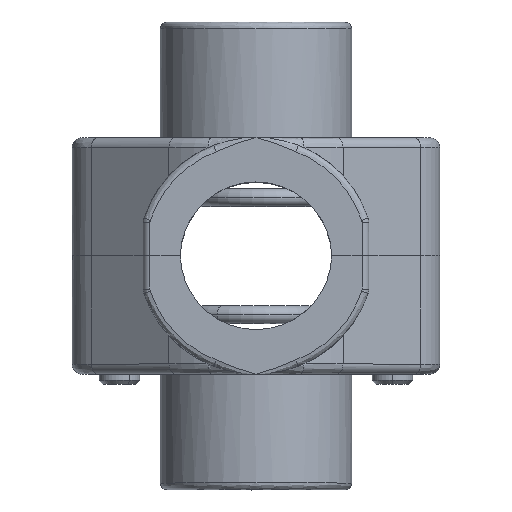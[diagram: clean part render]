
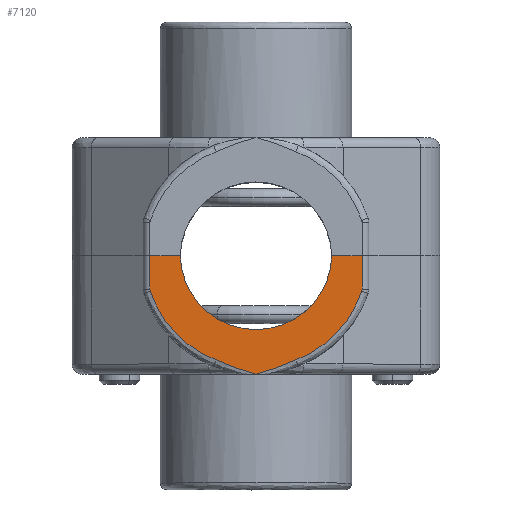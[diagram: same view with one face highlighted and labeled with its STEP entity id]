
A CAD part, top view. The second image highlights one B-rep face of the part: STEP entity #7120.
In plain terms, the highlighted face is planar.
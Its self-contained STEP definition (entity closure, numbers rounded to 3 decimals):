
#300 = VERTEX_POINT ( 'NONE', #1734 ) ;
#552 = VERTEX_POINT ( 'NONE', #7580 ) ;
#573 = DIRECTION ( 'NONE',  ( 0., 0., 1. ) ) ;
#687 = CARTESIAN_POINT ( 'NONE',  ( 14.054, 9.998, -20. ) ) ;
#829 = ORIENTED_EDGE ( 'NONE', *, *, #4793, .F. ) ;
#846 = ORIENTED_EDGE ( 'NONE', *, *, #8152, .F. ) ;
#879 = LINE ( 'NONE', #3623, #8984 ) ;
#959 = CARTESIAN_POINT ( 'NONE',  ( -5.888, 15.414, -20. ) ) ;
#1148 = ORIENTED_EDGE ( 'NONE', *, *, #2946, .F. ) ;
#1160 = EDGE_CURVE ( 'NONE', #4380, #9136, #4740, .T. ) ;
#1245 = DIRECTION ( 'NONE',  ( 0., -1., 0. ) ) ;
#1325 = CARTESIAN_POINT ( 'NONE',  ( 0., 0., -20. ) ) ;
#1402 = CARTESIAN_POINT ( 'NONE',  ( 11.216, 0., -20. ) ) ;
#1461 = CARTESIAN_POINT ( 'NONE',  ( 5.401, 15.6, -20. ) ) ;
#1705 = CARTESIAN_POINT ( 'NONE',  ( -15.699, 4.919, -20. ) ) ;
#1734 = CARTESIAN_POINT ( 'NONE',  ( 15.699, 4.919, -20. ) ) ;
#1775 = EDGE_CURVE ( 'NONE', #9136, #8939, #1852, .T. ) ;
#1852 =( BOUNDED_CURVE ( )  B_SPLINE_CURVE ( 3, ( #6455, #7247, #6359, #7152 ),
 .UNSPECIFIED., .F., .T. ) 
 B_SPLINE_CURVE_WITH_KNOTS ( ( 4, 4 ),
 ( 0., 1. ),
 .UNSPECIFIED. ) 
 CURVE ( )  GEOMETRIC_REPRESENTATION_ITEM ( )  RATIONAL_B_SPLINE_CURVE ( ( 1., 0.991, 0.991, 1. ) ) 
 REPRESENTATION_ITEM ( '' )  );
#1973 = CARTESIAN_POINT ( 'NONE',  ( -5.401, 15.6, -20. ) ) ;
#1980 = VERTEX_POINT ( 'NONE', #4026 ) ;
#2090 = EDGE_CURVE ( 'NONE', #8350, #1980, #4704, .T. ) ;
#2228 = CARTESIAN_POINT ( 'NONE',  ( 0., 17.5, -20. ) ) ;
#2474 = AXIS2_PLACEMENT_3D ( 'NONE', #2660, #573, #3454 ) ;
#2527 = VERTEX_POINT ( 'NONE', #4897 ) ;
#2535 = ORIENTED_EDGE ( 'NONE', *, *, #1775, .F. ) ;
#2609 = LINE ( 'NONE', #1325, #2762 ) ;
#2611 = AXIS2_PLACEMENT_3D ( 'NONE', #7870, #5021, #7074 ) ;
#2660 = CARTESIAN_POINT ( 'NONE',  ( 0., -0.3, -20. ) ) ;
#2676 = CARTESIAN_POINT ( 'NONE',  ( -3.954, 16.191, -20. ) ) ;
#2724 = CARTESIAN_POINT ( 'NONE',  ( 10.578, 13.622, -20. ) ) ;
#2762 = VECTOR ( 'NONE', #9208, 1000. ) ;
#2770 = CARTESIAN_POINT ( 'NONE',  ( 0., 17.5, -20. ) ) ;
#2851 = LINE ( 'NONE', #3458, #6506 ) ;
#2934 = EDGE_LOOP ( 'NONE', ( #7364, #8899, #846, #1148, #2535, #6938, #4567, #8969, #829, #4743, #3240 ) ) ;
#2946 = EDGE_CURVE ( 'NONE', #8939, #6475, #7712, .T. ) ;
#3006 = EDGE_CURVE ( 'NONE', #300, #4983, #7998, .T. ) ;
#3080 = FACE_OUTER_BOUND ( 'NONE', #2934, .T. ) ;
#3240 = ORIENTED_EDGE ( 'NONE', *, *, #6026, .F. ) ;
#3278 = EDGE_CURVE ( 'NONE', #2527, #552, #4498, .T. ) ;
#3454 = DIRECTION ( 'NONE',  ( 1., 0., 0. ) ) ;
#3458 = CARTESIAN_POINT ( 'NONE',  ( 15.699, 0., -20. ) ) ;
#3507 = VECTOR ( 'NONE', #1245, 1000. ) ;
#3623 = CARTESIAN_POINT ( 'NONE',  ( 0., 0., -20. ) ) ;
#3743 = CARTESIAN_POINT ( 'NONE',  ( 15.647, 5.237, -20. ) ) ;
#3910 = CARTESIAN_POINT ( 'NONE',  ( -15.699, 0., -20. ) ) ;
#4026 = CARTESIAN_POINT ( 'NONE',  ( -11.216, 0., -20. ) ) ;
#4118 = CARTESIAN_POINT ( 'NONE',  ( 15.699, 4.919, -20. ) ) ;
#4135 = CARTESIAN_POINT ( 'NONE',  ( -5.888, 15.414, -20. ) ) ;
#4165 = CARTESIAN_POINT ( 'NONE',  ( -15.699, 0., -20. ) ) ;
#4244 = CARTESIAN_POINT ( 'NONE',  ( 2.008, 16.94, -20. ) ) ;
#4266 = VERTEX_POINT ( 'NONE', #7086 ) ;
#4380 = VERTEX_POINT ( 'NONE', #959 ) ;
#4498 = B_SPLINE_CURVE_WITH_KNOTS ( 'NONE', 3,
 ( #7841, #1461, #5038, #4946, #8589, #4244, #8637, #2228 ),
 .UNSPECIFIED., .F., .F.,
 ( 4, 2, 2, 4 ),
 ( 0., 0.25, 0.5, 1. ),
 .UNSPECIFIED. ) ;
#4567 = ORIENTED_EDGE ( 'NONE', *, *, #4795, .F. ) ;
#4704 = CIRCLE ( 'NONE', #2474, 11.22 ) ;
#4740 =( BOUNDED_CURVE ( )  B_SPLINE_CURVE ( 3, ( #6277, #6370, #6893, #7729 ),
 .UNSPECIFIED., .F., .T. ) 
 B_SPLINE_CURVE_WITH_KNOTS ( ( 4, 4 ),
 ( 0., 1. ),
 .UNSPECIFIED. ) 
 CURVE ( )  GEOMETRIC_REPRESENTATION_ITEM ( )  RATIONAL_B_SPLINE_CURVE ( ( 1., 0.936, 0.936, 1. ) ) 
 REPRESENTATION_ITEM ( '' )  );
#4743 = ORIENTED_EDGE ( 'NONE', *, *, #3006, .F. ) ;
#4793 = EDGE_CURVE ( 'NONE', #4983, #2527, #5446, .T. ) ;
#4795 = EDGE_CURVE ( 'NONE', #552, #4380, #6502, .T. ) ;
#4835 = CARTESIAN_POINT ( 'NONE',  ( 5.888, 15.414, -20. ) ) ;
#4897 = CARTESIAN_POINT ( 'NONE',  ( 5.888, 15.414, -20. ) ) ;
#4913 = CARTESIAN_POINT ( 'NONE',  ( 15.699, 5.027, -20. ) ) ;
#4927 = CARTESIAN_POINT ( 'NONE',  ( -1.017, 17.266, -20. ) ) ;
#4946 = CARTESIAN_POINT ( 'NONE',  ( 3.954, 16.191, -20. ) ) ;
#4983 = VERTEX_POINT ( 'NONE', #3743 ) ;
#5021 = DIRECTION ( 'NONE',  ( 0., 0., 1. ) ) ;
#5038 = CARTESIAN_POINT ( 'NONE',  ( 4.919, 15.798, -20. ) ) ;
#5446 =( BOUNDED_CURVE ( )  B_SPLINE_CURVE ( 3, ( #9228, #687, #2724, #4835 ),
 .UNSPECIFIED., .F., .T. ) 
 B_SPLINE_CURVE_WITH_KNOTS ( ( 4, 4 ),
 ( 0., 1. ),
 .UNSPECIFIED. ) 
 CURVE ( )  GEOMETRIC_REPRESENTATION_ITEM ( )  RATIONAL_B_SPLINE_CURVE ( ( 1., 0.936, 0.936, 1. ) ) 
 REPRESENTATION_ITEM ( '' )  );
#5666 = PLANE ( 'NONE',  #2611 ) ;
#6026 = EDGE_CURVE ( 'NONE', #4266, #300, #2851, .T. ) ;
#6239 = EDGE_CURVE ( 'NONE', #8350, #4266, #2609, .T. ) ;
#6277 = CARTESIAN_POINT ( 'NONE',  ( -5.888, 15.414, -20. ) ) ;
#6359 = CARTESIAN_POINT ( 'NONE',  ( -15.699, 5.027, -20. ) ) ;
#6370 = CARTESIAN_POINT ( 'NONE',  ( -10.578, 13.622, -20. ) ) ;
#6377 = DIRECTION ( 'NONE',  ( 1., 0., 0. ) ) ;
#6455 = CARTESIAN_POINT ( 'NONE',  ( -15.647, 5.237, -20. ) ) ;
#6475 = VERTEX_POINT ( 'NONE', #3910 ) ;
#6502 = B_SPLINE_CURVE_WITH_KNOTS ( 'NONE', 3,
 ( #2770, #4927, #7676, #8480, #2676, #7771, #1973, #4135 ),
 .UNSPECIFIED., .F., .F.,
 ( 4, 2, 2, 4 ),
 ( 0., 0.5, 0.75, 1. ),
 .UNSPECIFIED. ) ;
#6506 = VECTOR ( 'NONE', #7009, 1000. ) ;
#6893 = CARTESIAN_POINT ( 'NONE',  ( -14.054, 9.998, -20. ) ) ;
#6938 = ORIENTED_EDGE ( 'NONE', *, *, #1160, .F. ) ;
#7009 = DIRECTION ( 'NONE',  ( 0., 1., 0. ) ) ;
#7074 = DIRECTION ( 'NONE',  ( 1., 0., 0. ) ) ;
#7086 = CARTESIAN_POINT ( 'NONE',  ( 15.699, 0., -20. ) ) ;
#7120 = ADVANCED_FACE ( 'NONE', ( #3080 ), #5666, .F. ) ;
#7152 = CARTESIAN_POINT ( 'NONE',  ( -15.699, 4.919, -20. ) ) ;
#7247 = CARTESIAN_POINT ( 'NONE',  ( -15.681, 5.134, -20. ) ) ;
#7364 = ORIENTED_EDGE ( 'NONE', *, *, #6239, .F. ) ;
#7580 = CARTESIAN_POINT ( 'NONE',  ( 0., 17.5, -20. ) ) ;
#7676 = CARTESIAN_POINT ( 'NONE',  ( -2.009, 16.94, -20. ) ) ;
#7712 = LINE ( 'NONE', #4165, #3507 ) ;
#7729 = CARTESIAN_POINT ( 'NONE',  ( -15.647, 5.237, -20. ) ) ;
#7771 = CARTESIAN_POINT ( 'NONE',  ( -4.919, 15.798, -20. ) ) ;
#7841 = CARTESIAN_POINT ( 'NONE',  ( 5.888, 15.414, -20. ) ) ;
#7870 = CARTESIAN_POINT ( 'NONE',  ( 0., 0., -20. ) ) ;
#7998 =( BOUNDED_CURVE ( )  B_SPLINE_CURVE ( 3, ( #4118, #4913, #9166, #8329 ),
 .UNSPECIFIED., .F., .T. ) 
 B_SPLINE_CURVE_WITH_KNOTS ( ( 4, 4 ),
 ( 0., 1. ),
 .UNSPECIFIED. ) 
 CURVE ( )  GEOMETRIC_REPRESENTATION_ITEM ( )  RATIONAL_B_SPLINE_CURVE ( ( 1., 0.991, 0.991, 1. ) ) 
 REPRESENTATION_ITEM ( '' )  );
#8152 = EDGE_CURVE ( 'NONE', #6475, #1980, #879, .T. ) ;
#8329 = CARTESIAN_POINT ( 'NONE',  ( 15.647, 5.237, -20. ) ) ;
#8350 = VERTEX_POINT ( 'NONE', #1402 ) ;
#8406 = CARTESIAN_POINT ( 'NONE',  ( -15.647, 5.237, -20. ) ) ;
#8480 = CARTESIAN_POINT ( 'NONE',  ( -3.471, 16.386, -20. ) ) ;
#8589 = CARTESIAN_POINT ( 'NONE',  ( 3.47, 16.386, -20. ) ) ;
#8637 = CARTESIAN_POINT ( 'NONE',  ( 1.016, 17.266, -20. ) ) ;
#8899 = ORIENTED_EDGE ( 'NONE', *, *, #2090, .T. ) ;
#8939 = VERTEX_POINT ( 'NONE', #1705 ) ;
#8969 = ORIENTED_EDGE ( 'NONE', *, *, #3278, .F. ) ;
#8984 = VECTOR ( 'NONE', #6377, 1000. ) ;
#9136 = VERTEX_POINT ( 'NONE', #8406 ) ;
#9166 = CARTESIAN_POINT ( 'NONE',  ( 15.681, 5.134, -20. ) ) ;
#9208 = DIRECTION ( 'NONE',  ( 1., 0., 0. ) ) ;
#9228 = CARTESIAN_POINT ( 'NONE',  ( 15.647, 5.237, -20. ) ) ;
